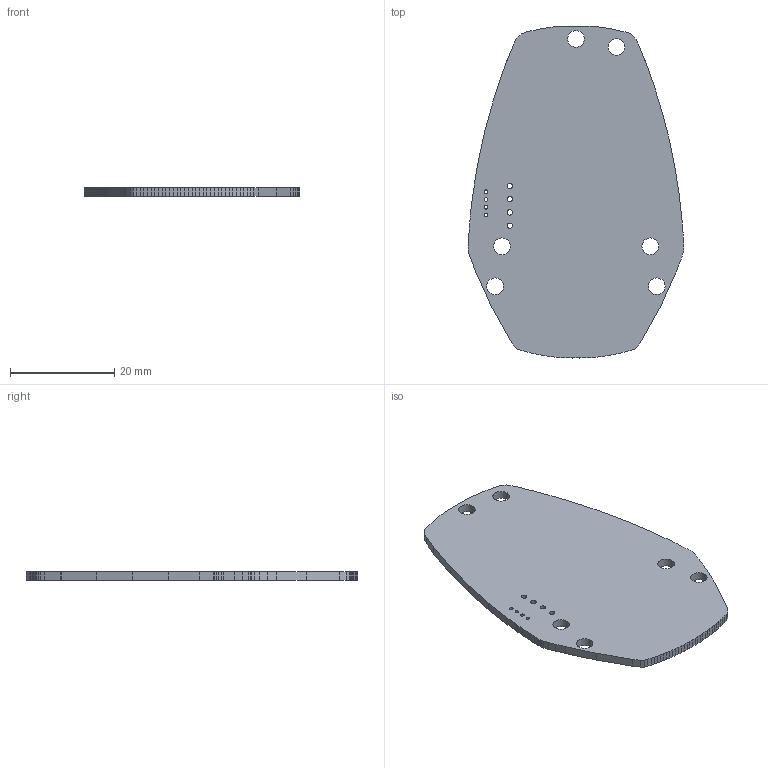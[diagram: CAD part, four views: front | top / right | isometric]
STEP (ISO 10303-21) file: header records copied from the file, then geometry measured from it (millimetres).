
FILE_DESCRIPTION(('KiCad electronic assembly'),'2;1');
FILE_NAME('kicadBoard.step','2022-11-06T23:37:39',('Pcbnew'),('Kicad'), 'Open CASCADE STEP processor 7.6','KiCad to STEP converter','Unknown' );
FILE_SCHEMA(('AUTOMOTIVE_DESIGN { 1 0 10303 214 1 1 1 1 }'));
Length unit declared in the file: millimetre
Products named in the file (2): kicadBoard 1; kicadBoard PCB
Assembly tree (1 placements, depth 2):
  kicadBoard 1
    kicadBoard PCB
Bounding box: 41.42 x 63.77 x 1.6 mm (x, y, z)
Volume: 3303.2 mm3; surface area: 4537.5 mm2
Topology: 1 solids, 1 shells, 148 faces, 438 edges, 292 vertices
Faces by surface type: plane 134, cylinder 14
Full cylindrical faces by diameter (mm): 0.7 x4, 1.016 x4, 3.2 x6
Entity records: 10667 total; most frequent: CARTESIAN_POINT 1756, DIRECTION 1642, LINE 1258, VECTOR 1258, ORIENTED_EDGE 876, PCURVE 876, DEFINITIONAL_REPRESENTATION 876, EDGE_CURVE 438
